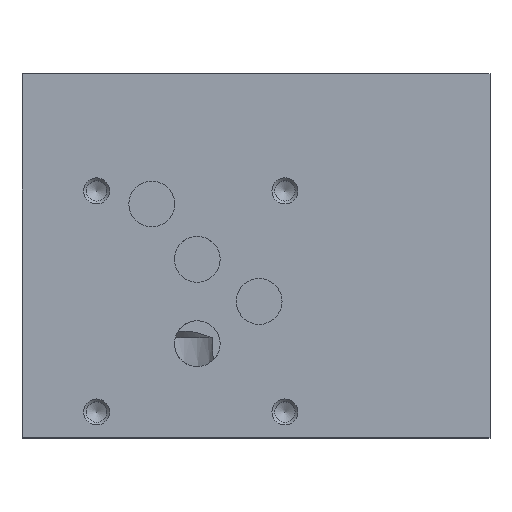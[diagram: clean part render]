
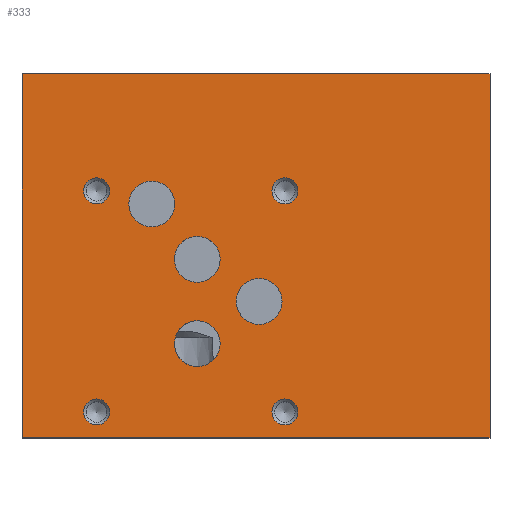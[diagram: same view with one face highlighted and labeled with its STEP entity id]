
A CAD part, top view. The second image highlights one B-rep face of the part: STEP entity #333.
In plain terms, the highlighted planar face has unit normal (0, 0, 1).
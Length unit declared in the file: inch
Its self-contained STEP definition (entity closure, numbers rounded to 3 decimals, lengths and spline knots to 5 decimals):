
#333 = ADVANCED_FACE( '', ( #871, #872, #873, #874, #875, #876, #877, #878, #879 ), #880, .F. );
#871 = FACE_BOUND( '', #1690, .T. );
#872 = FACE_BOUND( '', #1691, .T. );
#873 = FACE_BOUND( '', #1692, .T. );
#874 = FACE_BOUND( '', #1693, .T. );
#875 = FACE_BOUND( '', #1694, .T. );
#876 = FACE_BOUND( '', #1695, .T. );
#877 = FACE_BOUND( '', #1696, .T. );
#878 = FACE_BOUND( '', #1697, .T. );
#879 = FACE_OUTER_BOUND( '', #1698, .T. );
#880 = PLANE( '', #1699 );
#1690 = EDGE_LOOP( '', ( #2671 ) );
#1691 = EDGE_LOOP( '', ( #2672 ) );
#1692 = EDGE_LOOP( '', ( #2673 ) );
#1693 = EDGE_LOOP( '', ( #2674 ) );
#1694 = EDGE_LOOP( '', ( #2675 ) );
#1695 = EDGE_LOOP( '', ( #2676 ) );
#1696 = EDGE_LOOP( '', ( #2677 ) );
#1697 = EDGE_LOOP( '', ( #2678 ) );
#1698 = EDGE_LOOP( '', ( #2679, #2680, #2681, #2682 ) );
#1699 = AXIS2_PLACEMENT_3D( '', #2683, #2684, #2685 );
#2671 = ORIENTED_EDGE( '', *, *, #4608, .F. );
#2672 = ORIENTED_EDGE( '', *, *, #4609, .F. );
#2673 = ORIENTED_EDGE( '', *, *, #4610, .F. );
#2674 = ORIENTED_EDGE( '', *, *, #4480, .F. );
#2675 = ORIENTED_EDGE( '', *, *, #4611, .F. );
#2676 = ORIENTED_EDGE( '', *, *, #4612, .F. );
#2677 = ORIENTED_EDGE( '', *, *, #4531, .F. );
#2678 = ORIENTED_EDGE( '', *, *, #4613, .F. );
#2679 = ORIENTED_EDGE( '', *, *, #4614, .T. );
#2680 = ORIENTED_EDGE( '', *, *, #4615, .F. );
#2681 = ORIENTED_EDGE( '', *, *, #4616, .F. );
#2682 = ORIENTED_EDGE( '', *, *, #4617, .T. );
#2683 = CARTESIAN_POINT( '', ( 4.5, 3.5, 3.5 ) );
#2684 = DIRECTION( '', ( 0., 0., -1. ) );
#2685 = DIRECTION( '', ( -1., 0., 0. ) );
#4480 = EDGE_CURVE( '', #5305, #5305, #5306, .T. );
#4531 = EDGE_CURVE( '', #5397, #5397, #5398, .T. );
#4608 = EDGE_CURVE( '', #5524, #5524, #5525, .T. );
#4609 = EDGE_CURVE( '', #5526, #5526, #5527, .T. );
#4610 = EDGE_CURVE( '', #5528, #5528, #5529, .T. );
#4611 = EDGE_CURVE( '', #5530, #5530, #5531, .T. );
#4612 = EDGE_CURVE( '', #5532, #5532, #5533, .T. );
#4613 = EDGE_CURVE( '', #5534, #5534, #5535, .T. );
#4614 = EDGE_CURVE( '', #5536, #5537, #5538, .T. );
#4615 = EDGE_CURVE( '', #5539, #5537, #5540, .T. );
#4616 = EDGE_CURVE( '', #5541, #5539, #5542, .T. );
#4617 = EDGE_CURVE( '', #5541, #5536, #5543, .T. );
#5305 = VERTEX_POINT( '', #6491 );
#5306 = CIRCLE( '', #6492, 0.125 );
#5397 = VERTEX_POINT( '', #6616 );
#5398 = CIRCLE( '', #6617, 0.2205 );
#5524 = VERTEX_POINT( '', #6789 );
#5525 = CIRCLE( '', #6790, 0.125 );
#5526 = VERTEX_POINT( '', #6791 );
#5527 = CIRCLE( '', #6792, 0.125 );
#5528 = VERTEX_POINT( '', #6793 );
#5529 = CIRCLE( '', #6794, 0.125 );
#5530 = VERTEX_POINT( '', #6795 );
#5531 = CIRCLE( '', #6796, 0.2205 );
#5532 = VERTEX_POINT( '', #6797 );
#5533 = CIRCLE( '', #6798, 0.2205 );
#5534 = VERTEX_POINT( '', #6799 );
#5535 = CIRCLE( '', #6800, 0.2205 );
#5536 = VERTEX_POINT( '', #6801 );
#5537 = VERTEX_POINT( '', #6802 );
#5538 = LINE( '', #6803, #6804 );
#5539 = VERTEX_POINT( '', #6805 );
#5540 = LINE( '', #6806, #6807 );
#5541 = VERTEX_POINT( '', #6808 );
#5542 = LINE( '', #6809, #6810 );
#5543 = LINE( '', #6811, #6812 );
#6491 = CARTESIAN_POINT( '', ( 2.653, 2.373, 3.5 ) );
#6492 = AXIS2_PLACEMENT_3D( '', #8101, #8102, #8103 );
#6616 = CARTESIAN_POINT( '', ( 1.4685, 2.247, 3.5 ) );
#6617 = AXIS2_PLACEMENT_3D( '', #8158, #8159, #8160 );
#6789 = CARTESIAN_POINT( '', ( 0.842, 2.373, 3.5 ) );
#6790 = AXIS2_PLACEMENT_3D( '', #8243, #8244, #8245 );
#6791 = CARTESIAN_POINT( '', ( 0.842, 0.247, 3.5 ) );
#6792 = AXIS2_PLACEMENT_3D( '', #8246, #8247, #8248 );
#6793 = CARTESIAN_POINT( '', ( 2.653, 0.247, 3.5 ) );
#6794 = AXIS2_PLACEMENT_3D( '', #8249, #8250, #8251 );
#6795 = CARTESIAN_POINT( '', ( 1.9055, 0.904, 3.5 ) );
#6796 = AXIS2_PLACEMENT_3D( '', #8252, #8253, #8254 );
#6797 = CARTESIAN_POINT( '', ( 1.9055, 1.715, 3.5 ) );
#6798 = AXIS2_PLACEMENT_3D( '', #8255, #8256, #8257 );
#6799 = CARTESIAN_POINT( '', ( 2.5005, 1.31, 3.5 ) );
#6800 = AXIS2_PLACEMENT_3D( '', #8258, #8259, #8260 );
#6801 = CARTESIAN_POINT( '', ( 0., 3.5, 3.5 ) );
#6802 = CARTESIAN_POINT( '', ( 0., 0., 3.5 ) );
#6803 = CARTESIAN_POINT( '', ( 0., 3.5, 3.5 ) );
#6804 = VECTOR( '', #8261, 39.37008 );
#6805 = CARTESIAN_POINT( '', ( 4.5, 0., 3.5 ) );
#6806 = CARTESIAN_POINT( '', ( 4.5, 0., 3.5 ) );
#6807 = VECTOR( '', #8262, 39.37008 );
#6808 = CARTESIAN_POINT( '', ( 4.5, 3.5, 3.5 ) );
#6809 = CARTESIAN_POINT( '', ( 4.5, 3.5, 3.5 ) );
#6810 = VECTOR( '', #8263, 39.37008 );
#6811 = CARTESIAN_POINT( '', ( 4.5, 3.5, 3.5 ) );
#6812 = VECTOR( '', #8264, 39.37008 );
#8101 = CARTESIAN_POINT( '', ( 2.528, 2.373, 3.5 ) );
#8102 = DIRECTION( '', ( 0., 0., 1. ) );
#8103 = DIRECTION( '', ( 1., 0., 0. ) );
#8158 = CARTESIAN_POINT( '', ( 1.248, 2.247, 3.5 ) );
#8159 = DIRECTION( '', ( 0., 0., 1. ) );
#8160 = DIRECTION( '', ( 1., 0., 0. ) );
#8243 = CARTESIAN_POINT( '', ( 0.717, 2.373, 3.5 ) );
#8244 = DIRECTION( '', ( 0., 0., 1. ) );
#8245 = DIRECTION( '', ( 1., 0., 0. ) );
#8246 = CARTESIAN_POINT( '', ( 0.717, 0.247, 3.5 ) );
#8247 = DIRECTION( '', ( 0., 0., 1. ) );
#8248 = DIRECTION( '', ( 1., 0., 0. ) );
#8249 = CARTESIAN_POINT( '', ( 2.528, 0.247, 3.5 ) );
#8250 = DIRECTION( '', ( 0., 0., 1. ) );
#8251 = DIRECTION( '', ( 1., 0., 0. ) );
#8252 = CARTESIAN_POINT( '', ( 1.685, 0.904, 3.5 ) );
#8253 = DIRECTION( '', ( 0., 0., 1. ) );
#8254 = DIRECTION( '', ( 1., 0., 0. ) );
#8255 = CARTESIAN_POINT( '', ( 1.685, 1.715, 3.5 ) );
#8256 = DIRECTION( '', ( 0., 0., 1. ) );
#8257 = DIRECTION( '', ( 1., 0., 0. ) );
#8258 = CARTESIAN_POINT( '', ( 2.28, 1.31, 3.5 ) );
#8259 = DIRECTION( '', ( 0., 0., 1. ) );
#8260 = DIRECTION( '', ( 1., 0., 0. ) );
#8261 = DIRECTION( '', ( 0., -1., 0. ) );
#8262 = DIRECTION( '', ( -1., 0., 0. ) );
#8263 = DIRECTION( '', ( 0., -1., 0. ) );
#8264 = DIRECTION( '', ( -1., 0., 0. ) );
